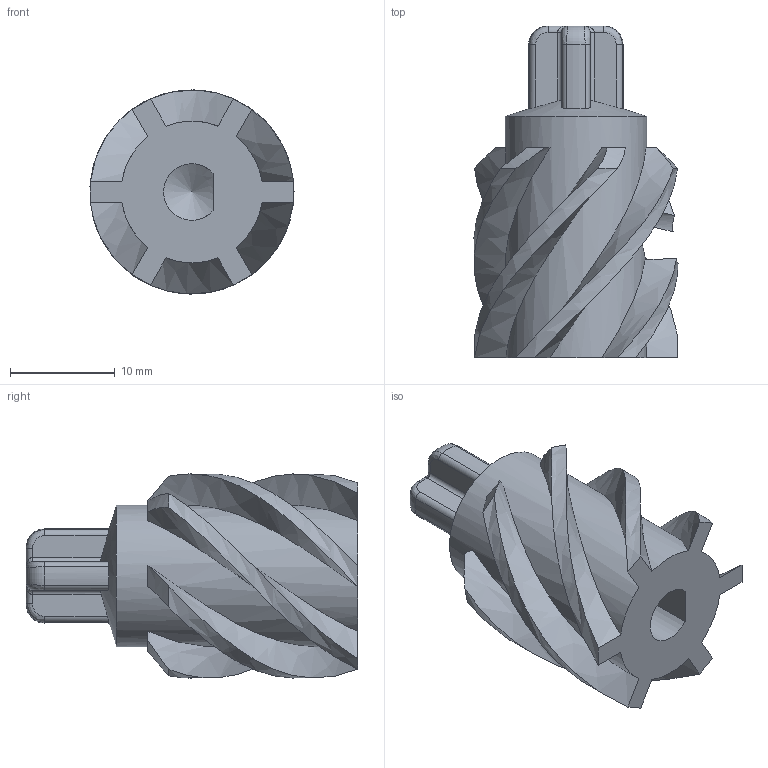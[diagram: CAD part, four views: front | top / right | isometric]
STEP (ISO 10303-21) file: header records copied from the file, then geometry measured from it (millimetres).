
FILE_DESCRIPTION(/* description */ (''),/* implementation_level */ '2;1');
FILE_NAME(/* name */ 'Honlite Axes Adapter.stp',/* time_stamp */ '2016-05-14T20:17:48+02:00',/* author */ ('Cornelius'),/* organization */ (''),/* preprocessor_version */ 'ST-DEVELOPER v16.5',/* originating_system */ 'Autodesk Inventor 2017',/* authorisation */ '');
FILE_SCHEMA (('AUTOMOTIVE_DESIGN { 1 0 10303 214 3 1 1 }'));
Length unit declared in the file: millimetre
Products named in the file (1): Honlite Axes Adapter
Bounding box: 19.44 x 31.6 x 19.45 mm (x, y, z)
Volume: 3804.5 mm3; surface area: 2820.6 mm2
Topology: 1 solids, 1 shells, 96 faces, 266 edges, 170 vertices
Faces by surface type: bspline 39, cylinder 31, plane 18, cone 4, torus 4
Full cylindrical faces by diameter (mm): 5.2 x1, 13.5 x1
Entity records: 4048 total; most frequent: CARTESIAN_POINT 1959, ORIENTED_EDGE 488, DIRECTION 324, EDGE_CURVE 244, VERTEX_POINT 154, AXIS2_PLACEMENT_3D 119, EDGE_LOOP 98, FACE_OUTER_BOUND 94
